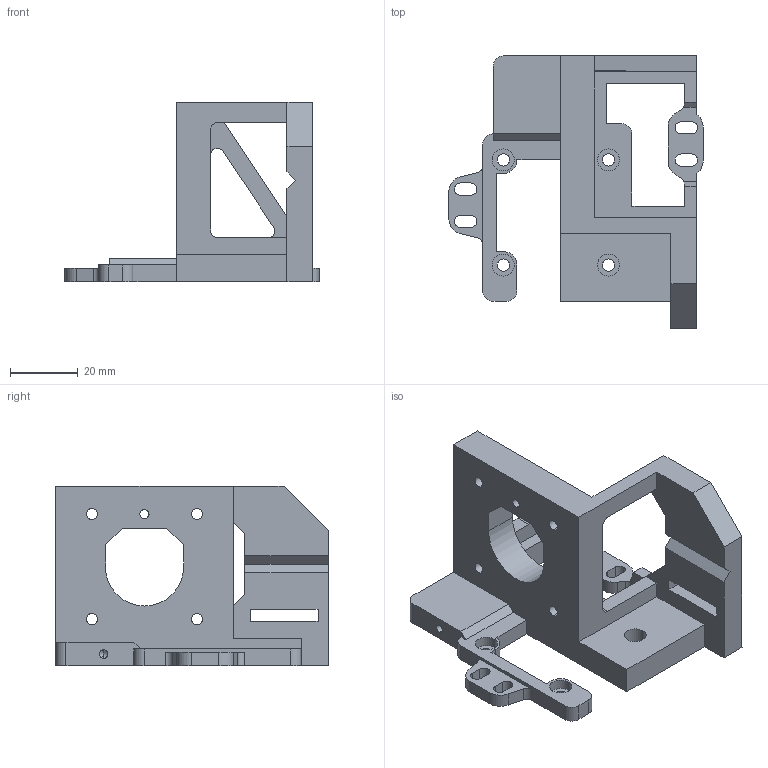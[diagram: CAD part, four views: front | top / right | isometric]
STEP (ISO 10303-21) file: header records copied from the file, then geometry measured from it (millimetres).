
FILE_DESCRIPTION (( 'STEP AP203' ), '1' );
FILE_NAME ('motor mount.STEP', '2018-03-15T20:21:37', ( '' ), ( '' ), 'SwSTEP 2.0', 'SolidWorks 2017', '' );
FILE_SCHEMA (( 'CONFIG_CONTROL_DESIGN' ));
Length unit declared in the file: millimetre
Products named in the file (1): motor mount
Bounding box: 75 x 80.3 x 53 mm (x, y, z)
Volume: 53091.5 mm3; surface area: 21836.1 mm2
Topology: 1 solids, 1 shells, 140 faces, 408 edges, 269 vertices
Faces by surface type: plane 79, cylinder 59, cone 2
Entity records: 4777 total; most frequent: CARTESIAN_POINT 822, ORIENTED_EDGE 812, DIRECTION 804, EDGE_CURVE 406, LINE 286, VECTOR 286, VERTEX_POINT 269, AXIS2_PLACEMENT_3D 259
